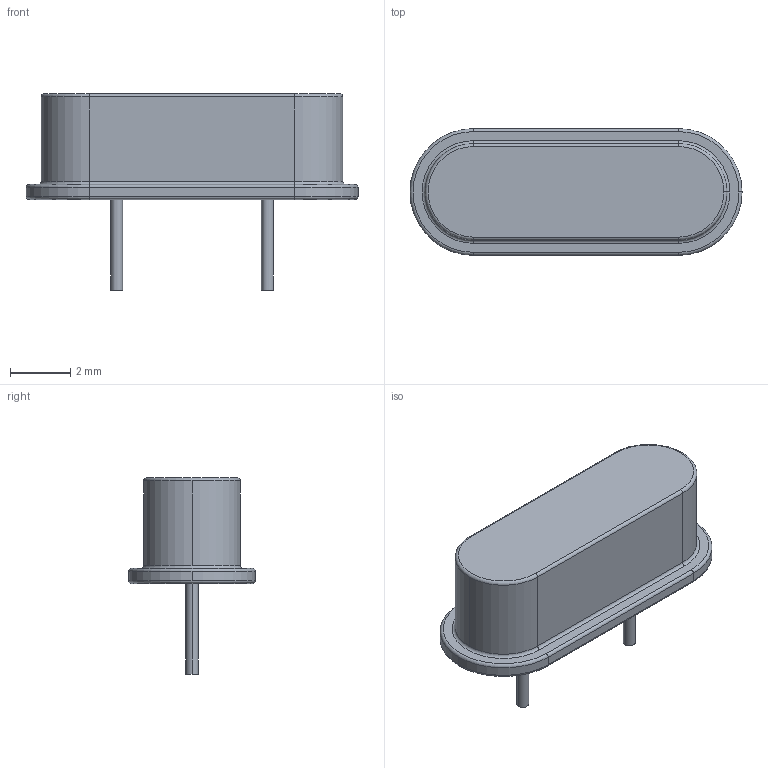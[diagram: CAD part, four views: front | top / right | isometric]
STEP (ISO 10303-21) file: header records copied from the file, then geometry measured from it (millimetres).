
FILE_DESCRIPTION (( 'STEP AP214' ), '1' );
FILE_NAME ('XTAL-D.STEP', '2011-08-10T07:45:58', ( '微软用户' ), ( '微软中国' ), 'SwSTEP 2.0', 'SolidWorks 2011', '' );
FILE_SCHEMA (( 'AUTOMOTIVE_DESIGN' ));
Length unit declared in the file: millimetre
Products named in the file (1): XTAL-D
Bounding box: 11 x 4.2 x 6.5 mm (x, y, z)
Volume: 111.3 mm3; surface area: 172.4 mm2
Topology: 1 solids, 1 shells, 39 faces, 86 edges, 52 vertices
Faces by surface type: cylinder 18, torus 12, plane 9
Entity records: 1551 total; most frequent: DIRECTION 222, CARTESIAN_POINT 178, ORIENTED_EDGE 172, AXIS2_PLACEMENT_3D 96, EDGE_CURVE 86, CIRCLE 56, VERTEX_POINT 52, UNCERTAINTY_MEASURE_WITH_UNIT 42
